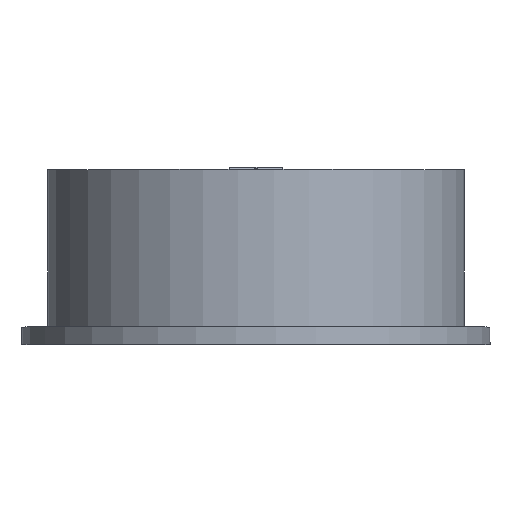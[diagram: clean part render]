
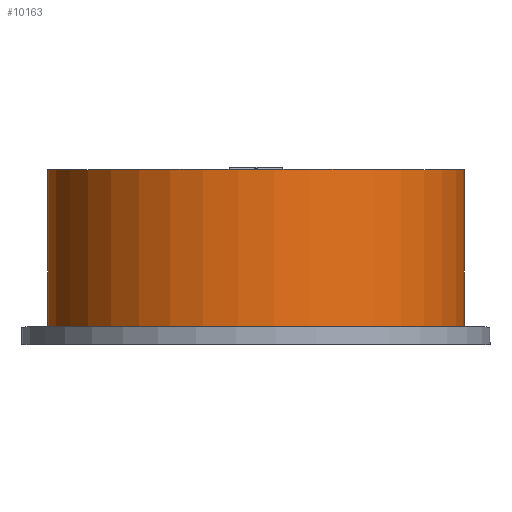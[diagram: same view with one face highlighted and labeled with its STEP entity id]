
A CAD part, top view. The second image highlights one B-rep face of the part: STEP entity #10163.
In plain terms, the highlighted cylindrical face has radius 120 mm (diameter 240 mm), a partial arc.
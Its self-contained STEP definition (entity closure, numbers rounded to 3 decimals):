
#196=B_SPLINE_CURVE_WITH_KNOTS('',3,(#13756,#13757,#13758,#13759,#13760,
#13761,#13762,#13763,#13764,#13765,#13766,#13767,#13768,#13769,#13770,#13771,
#13772,#13773),.UNSPECIFIED.,.F.,.F.,(4,2,2,2,2,2,2,2,4),(0.,0.281,
0.562,0.869,1.177,1.492,1.807,
2.089,2.371),.UNSPECIFIED.);
#197=B_SPLINE_CURVE_WITH_KNOTS('',3,(#13774,#13775,#13776,#13777,#13778,
#13779,#13780,#13781,#13782,#13783,#13784,#13785,#13786,#13787,#13788,#13789,
#13790,#13791),.UNSPECIFIED.,.F.,.F.,(4,2,2,2,2,2,2,2,4),(2.371,
2.653,2.935,3.25,3.565,3.872,
4.18,4.461,4.742),.UNSPECIFIED.);
#560=FACE_BOUND('',#1628,.T.);
#1035=FACE_OUTER_BOUND('',#1627,.T.);
#1627=EDGE_LOOP('',(#7144,#7145,#7146,#7147));
#1628=EDGE_LOOP('',(#7148,#7149));
#2300=LINE('',#13752,#3323);
#2301=LINE('',#13753,#3324);
#3323=VECTOR('',#11500,10.);
#3324=VECTOR('',#11501,10.);
#4303=CIRCLE('',#10745,120.);
#4327=CIRCLE('',#10805,120.);
#4445=VERTEX_POINT('',#13503);
#4446=VERTEX_POINT('',#13504);
#4513=VERTEX_POINT('',#13749);
#4514=VERTEX_POINT('',#13750);
#4515=VERTEX_POINT('',#13754);
#4516=VERTEX_POINT('',#13755);
#5461=EDGE_CURVE('',#4445,#4446,#4303,.T.);
#5547=EDGE_CURVE('',#4513,#4514,#4327,.T.);
#5548=EDGE_CURVE('',#4513,#4445,#2300,.T.);
#5549=EDGE_CURVE('',#4446,#4514,#2301,.T.);
#5550=EDGE_CURVE('',#4515,#4516,#196,.T.);
#5551=EDGE_CURVE('',#4516,#4515,#197,.T.);
#7144=ORIENTED_EDGE('',*,*,#5547,.F.);
#7145=ORIENTED_EDGE('',*,*,#5548,.T.);
#7146=ORIENTED_EDGE('',*,*,#5461,.T.);
#7147=ORIENTED_EDGE('',*,*,#5549,.T.);
#7148=ORIENTED_EDGE('',*,*,#5550,.T.);
#7149=ORIENTED_EDGE('',*,*,#5551,.T.);
#10082=CYLINDRICAL_SURFACE('',#10804,120.);
#10163=ADVANCED_FACE('',(#1035,#560),#10082,.T.);
#10745=AXIS2_PLACEMENT_3D('',#13505,#11336,#11337);
#10804=AXIS2_PLACEMENT_3D('',#13748,#11496,#11497);
#10805=AXIS2_PLACEMENT_3D('',#13751,#11498,#11499);
#11336=DIRECTION('center_axis',(0.,1.,0.));
#11337=DIRECTION('ref_axis',(-1.,0.,0.));
#11496=DIRECTION('center_axis',(0.,1.,0.));
#11497=DIRECTION('ref_axis',(0.,0.,
1.));
#11498=DIRECTION('center_axis',(0.,1.,0.));
#11499=DIRECTION('ref_axis',(1.,0.,0.));
#11500=DIRECTION('',(0.,-1.,0.));
#11501=DIRECTION('',(0.,1.,0.));
#13503=CARTESIAN_POINT('',(141.596,58.609,-308.234));
#13504=CARTESIAN_POINT('',(219.596,58.609,-308.234));
#13505=CARTESIAN_POINT('Origin',(180.596,58.609,-194.748));
#13748=CARTESIAN_POINT('Origin',(180.596,53.609,-194.748));
#13749=CARTESIAN_POINT('',(141.596,149.109,-308.234));
#13750=CARTESIAN_POINT('',(219.596,149.109,-308.234));
#13751=CARTESIAN_POINT('Origin',(180.596,149.109,-194.748));
#13752=CARTESIAN_POINT('',(141.596,53.609,-308.234));
#13753=CARTESIAN_POINT('',(219.596,53.609,-308.234));
#13754=CARTESIAN_POINT('',(139.096,117.109,-307.344));
#13755=CARTESIAN_POINT('',(124.096,117.109,-300.615));
#13756=CARTESIAN_POINT('Ctrl Pts',(139.096,117.109,-307.344));
#13757=CARTESIAN_POINT('Ctrl Pts',(139.096,118.045,-307.344));
#13758=CARTESIAN_POINT('Ctrl Pts',(138.91,119.04,-307.275));
#13759=CARTESIAN_POINT('Ctrl Pts',(138.165,120.859,-306.997));
#13760=CARTESIAN_POINT('Ctrl Pts',(137.608,121.684,-306.786));
#13761=CARTESIAN_POINT('Ctrl Pts',(136.29,123.042,-306.271));
#13762=CARTESIAN_POINT('Ctrl Pts',(135.421,123.64,-305.925));
#13763=CARTESIAN_POINT('Ctrl Pts',(133.542,124.423,-305.143));
#13764=CARTESIAN_POINT('Ctrl Pts',(132.532,124.609,-304.707));
#13765=CARTESIAN_POINT('Ctrl Pts',(130.638,124.609,-303.859));
#13766=CARTESIAN_POINT('Ctrl Pts',(129.617,124.415,-303.386));
#13767=CARTESIAN_POINT('Ctrl Pts',(127.733,123.618,-302.482));
#13768=CARTESIAN_POINT('Ctrl Pts',(126.869,123.015,-302.051));
#13769=CARTESIAN_POINT('Ctrl Pts',(125.57,121.66,-301.39));
#13770=CARTESIAN_POINT('Ctrl Pts',(125.021,120.846,-301.104));
#13771=CARTESIAN_POINT('Ctrl Pts',(124.284,119.041,-300.716));
#13772=CARTESIAN_POINT('Ctrl Pts',(124.096,118.048,-300.615));
#13773=CARTESIAN_POINT('Ctrl Pts',(124.096,117.109,-300.615));
#13774=CARTESIAN_POINT('Ctrl Pts',(124.096,117.109,-300.615));
#13775=CARTESIAN_POINT('Ctrl Pts',(124.096,116.169,-300.615));
#13776=CARTESIAN_POINT('Ctrl Pts',(124.284,115.177,-300.716));
#13777=CARTESIAN_POINT('Ctrl Pts',(125.021,113.371,-301.104));
#13778=CARTESIAN_POINT('Ctrl Pts',(125.57,112.557,-301.39));
#13779=CARTESIAN_POINT('Ctrl Pts',(126.869,111.203,-302.051));
#13780=CARTESIAN_POINT('Ctrl Pts',(127.733,110.6,-302.482));
#13781=CARTESIAN_POINT('Ctrl Pts',(129.617,109.803,-303.386));
#13782=CARTESIAN_POINT('Ctrl Pts',(130.638,109.609,-303.859));
#13783=CARTESIAN_POINT('Ctrl Pts',(132.532,109.609,-304.707));
#13784=CARTESIAN_POINT('Ctrl Pts',(133.542,109.794,-305.143));
#13785=CARTESIAN_POINT('Ctrl Pts',(135.421,110.577,-305.925));
#13786=CARTESIAN_POINT('Ctrl Pts',(136.29,111.176,-306.271));
#13787=CARTESIAN_POINT('Ctrl Pts',(137.608,112.534,-306.786));
#13788=CARTESIAN_POINT('Ctrl Pts',(138.165,113.358,-306.997));
#13789=CARTESIAN_POINT('Ctrl Pts',(138.91,115.178,-307.275));
#13790=CARTESIAN_POINT('Ctrl Pts',(139.096,116.172,-307.344));
#13791=CARTESIAN_POINT('Ctrl Pts',(139.096,117.109,-307.344));
